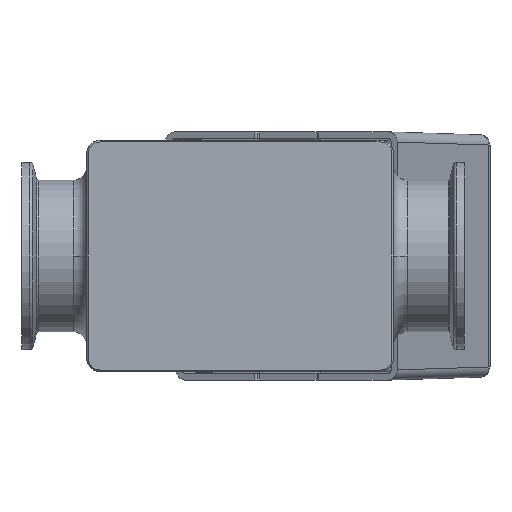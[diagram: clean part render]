
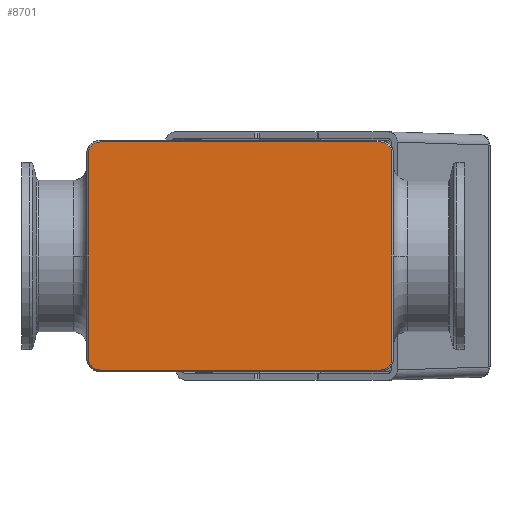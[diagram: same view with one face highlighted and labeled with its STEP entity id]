
A CAD part, front view. The second image highlights one B-rep face of the part: STEP entity #8701.
In plain terms, the highlighted planar face has unit normal (0, -1, 0).
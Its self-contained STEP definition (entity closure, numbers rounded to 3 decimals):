
#352 = DIRECTION ( 'NONE',  ( 0., 0., 1. ) ) ;
#728 = DIRECTION ( 'NONE',  ( 0., -1., 0. ) ) ;
#1099 = EDGE_CURVE ( 'NONE', #17337, #35996, #45829, .T. ) ;
#1387 = DIRECTION ( 'NONE',  ( 0., -1., 0. ) ) ;
#1654 = PLANE ( 'NONE',  #56192 ) ;
#4595 = DIRECTION ( 'NONE',  ( 0., 0., 1. ) ) ;
#6884 = VECTOR ( 'NONE', #10740, 1000. ) ;
#7199 = LINE ( 'NONE', #28393, #26324 ) ;
#7454 = EDGE_CURVE ( 'NONE', #52016, #60684, #27146, .T. ) ;
#8701 = ADVANCED_FACE ( 'NONE', ( #12571 ), #1654, .F. ) ;
#9427 = EDGE_CURVE ( 'NONE', #19023, #65200, #7199, .T. ) ;
#9590 = DIRECTION ( 'NONE',  ( 0., -1., 0. ) ) ;
#10740 = DIRECTION ( 'NONE',  ( -1., 0., 0. ) ) ;
#11876 = ORIENTED_EDGE ( 'NONE', *, *, #1099, .T. ) ;
#12571 = FACE_OUTER_BOUND ( 'NONE', #33158, .T. ) ;
#15757 = ORIENTED_EDGE ( 'NONE', *, *, #54696, .T. ) ;
#16684 = CARTESIAN_POINT ( 'NONE',  ( 40.196, -29.503, 33.5 ) ) ;
#17037 = VERTEX_POINT ( 'NONE', #16684 ) ;
#17096 = CIRCLE ( 'NONE', #41132, 3.5 ) ;
#17337 = VERTEX_POINT ( 'NONE', #36814 ) ;
#17528 = EDGE_CURVE ( 'NONE', #17037, #52016, #46627, .T. ) ;
#19023 = VERTEX_POINT ( 'NONE', #39084 ) ;
#19894 = CARTESIAN_POINT ( 'NONE',  ( 40.196, -29.503, 30. ) ) ;
#21666 = CARTESIAN_POINT ( 'NONE',  ( 40.196, -29.503, -33.5 ) ) ;
#23479 = ORIENTED_EDGE ( 'NONE', *, *, #9427, .T. ) ;
#25290 = DIRECTION ( 'NONE',  ( 1., 0., 0. ) ) ;
#25510 = ORIENTED_EDGE ( 'NONE', *, *, #45816, .T. ) ;
#25809 = CIRCLE ( 'NONE', #26888, 3.5 ) ;
#26324 = VECTOR ( 'NONE', #49907, 1000. ) ;
#26848 = CARTESIAN_POINT ( 'NONE',  ( -45.5, -29.503, -30. ) ) ;
#26888 = AXIS2_PLACEMENT_3D ( 'NONE', #56826, #728, #41438 ) ;
#27146 = CIRCLE ( 'NONE', #28213, 3.5 ) ;
#27360 = CARTESIAN_POINT ( 'NONE',  ( 40.196, -29.503, -30. ) ) ;
#28031 = CIRCLE ( 'NONE', #59672, 3.5 ) ;
#28213 = AXIS2_PLACEMENT_3D ( 'NONE', #51306, #9590, #352 ) ;
#28393 = CARTESIAN_POINT ( 'NONE',  ( 43.696, -29.503, 34. ) ) ;
#31622 = ORIENTED_EDGE ( 'NONE', *, *, #46365, .T. ) ;
#32611 = CARTESIAN_POINT ( 'NONE',  ( -46., -29.503, 33.5 ) ) ;
#33158 = EDGE_LOOP ( 'NONE', ( #38848, #55090, #15757, #46722, #11876, #25510, #23479, #31622 ) ) ;
#33434 = DIRECTION ( 'NONE',  ( 0., 0., 1. ) ) ;
#35959 = CARTESIAN_POINT ( 'NONE',  ( -45.5, -29.503, 30. ) ) ;
#35996 = VERTEX_POINT ( 'NONE', #21666 ) ;
#36814 = CARTESIAN_POINT ( 'NONE',  ( -42., -29.503, -33.5 ) ) ;
#37493 = CARTESIAN_POINT ( 'NONE',  ( -45.5, -29.503, 34. ) ) ;
#38848 = ORIENTED_EDGE ( 'NONE', *, *, #17528, .T. ) ;
#39084 = CARTESIAN_POINT ( 'NONE',  ( 43.696, -29.503, -30. ) ) ;
#41132 = AXIS2_PLACEMENT_3D ( 'NONE', #27360, #1387, #4595 ) ;
#41438 = DIRECTION ( 'NONE',  ( 0., 0., 1. ) ) ;
#44187 = CARTESIAN_POINT ( 'NONE',  ( 43.696, -29.503, 30. ) ) ;
#45816 = EDGE_CURVE ( 'NONE', #35996, #19023, #17096, .T. ) ;
#45829 = LINE ( 'NONE', #50603, #60294 ) ;
#46365 = EDGE_CURVE ( 'NONE', #65200, #17037, #28031, .T. ) ;
#46627 = LINE ( 'NONE', #32611, #6884 ) ;
#46722 = ORIENTED_EDGE ( 'NONE', *, *, #66356, .T. ) ;
#48095 = DIRECTION ( 'NONE',  ( 0., 0., -1. ) ) ;
#49907 = DIRECTION ( 'NONE',  ( 0., 0., 1. ) ) ;
#49948 = CARTESIAN_POINT ( 'NONE',  ( -42., -29.503, 33.5 ) ) ;
#50603 = CARTESIAN_POINT ( 'NONE',  ( 40.196, -29.503, -33.5 ) ) ;
#51306 = CARTESIAN_POINT ( 'NONE',  ( -42., -29.503, 30. ) ) ;
#52016 = VERTEX_POINT ( 'NONE', #49948 ) ;
#52543 = LINE ( 'NONE', #37493, #64488 ) ;
#53943 = DIRECTION ( 'NONE',  ( 0., 1., 0. ) ) ;
#54696 = EDGE_CURVE ( 'NONE', #60684, #65713, #52543, .T. ) ;
#55090 = ORIENTED_EDGE ( 'NONE', *, *, #7454, .T. ) ;
#56192 = AXIS2_PLACEMENT_3D ( 'NONE', #59414, #53943, #33434 ) ;
#56826 = CARTESIAN_POINT ( 'NONE',  ( -42., -29.503, -30. ) ) ;
#59414 = CARTESIAN_POINT ( 'NONE',  ( -46., -29.503, 34. ) ) ;
#59672 = AXIS2_PLACEMENT_3D ( 'NONE', #19894, #66390, #61959 ) ;
#60294 = VECTOR ( 'NONE', #25290, 1000. ) ;
#60684 = VERTEX_POINT ( 'NONE', #35959 ) ;
#61959 = DIRECTION ( 'NONE',  ( 0., 0., 1. ) ) ;
#64488 = VECTOR ( 'NONE', #48095, 1000. ) ;
#65200 = VERTEX_POINT ( 'NONE', #44187 ) ;
#65713 = VERTEX_POINT ( 'NONE', #26848 ) ;
#66356 = EDGE_CURVE ( 'NONE', #65713, #17337, #25809, .T. ) ;
#66390 = DIRECTION ( 'NONE',  ( 0., -1., 0. ) ) ;
